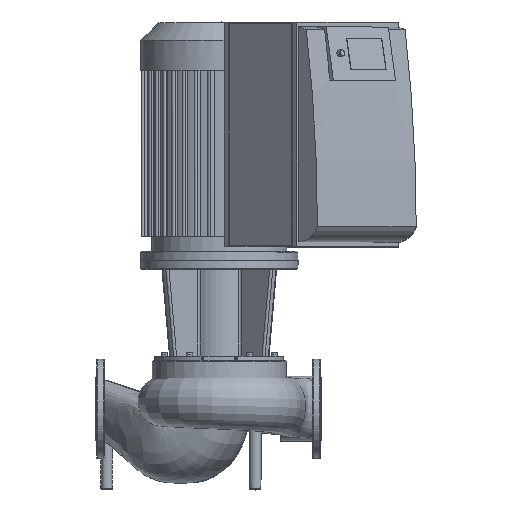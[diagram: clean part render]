
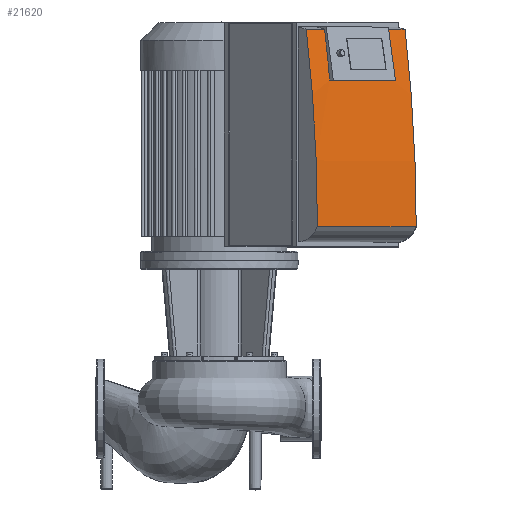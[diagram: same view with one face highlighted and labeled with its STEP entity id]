
A CAD part, top view. The second image highlights one B-rep face of the part: STEP entity #21620.
In plain terms, the highlighted cylindrical face has radius 2758.82 mm (diameter 5517.65 mm), a partial arc.
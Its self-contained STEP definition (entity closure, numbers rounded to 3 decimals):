
#3049=LINE($,#79728,#4919);
#3061=LINE($,#79756,#4931);
#3066=LINE($,#79765,#4936);
#3068=LINE($,#79775,#4938);
#4919=VECTOR($,#29827,195.);
#4931=VECTOR($,#29853,57.5);
#4936=VECTOR($,#29860,57.5);
#4938=VECTOR($,#29872,310.);
#6461=FACE_OUTER_BOUND($,#7964,.T.);
#7964=EDGE_LOOP($,(#19980,#19981,#19982,#19983,#19984,#19985,#19986,#19987));
#8928=CIRCLE($,#23781,2758.823);
#8929=CIRCLE($,#23785,2758.823);
#8931=CIRCLE($,#23790,2758.823);
#8932=CIRCLE($,#23792,2758.823);
#10910=VERTEX_POINT($,#79726);
#10911=VERTEX_POINT($,#79727);
#10914=VERTEX_POINT($,#79735);
#10919=VERTEX_POINT($,#79751);
#10920=VERTEX_POINT($,#79755);
#10923=VERTEX_POINT($,#79763);
#10925=VERTEX_POINT($,#79768);
#10926=VERTEX_POINT($,#79773);
#13930=EDGE_CURVE($,#10910,#10911,#3049,.T.);
#13934=EDGE_CURVE($,#10914,#10910,#8928,.T.);
#13942=EDGE_CURVE($,#10911,#10919,#8929,.T.);
#13944=EDGE_CURVE($,#10920,#10914,#3061,.T.);
#13949=EDGE_CURVE($,#10919,#10923,#3066,.T.);
#13952=EDGE_CURVE($,#10925,#10920,#8931,.T.);
#13953=EDGE_CURVE($,#10923,#10926,#8932,.T.);
#13954=EDGE_CURVE($,#10925,#10926,#3068,.T.);
#19980=ORIENTED_EDGE($,*,*,#13942,.T.);
#19981=ORIENTED_EDGE($,*,*,#13949,.T.);
#19982=ORIENTED_EDGE($,*,*,#13953,.T.);
#19983=ORIENTED_EDGE($,*,*,#13954,.F.);
#19984=ORIENTED_EDGE($,*,*,#13952,.T.);
#19985=ORIENTED_EDGE($,*,*,#13944,.T.);
#19986=ORIENTED_EDGE($,*,*,#13934,.T.);
#19987=ORIENTED_EDGE($,*,*,#13930,.T.);
#20370=CYLINDRICAL_SURFACE($,#23791,2758.823);
#21620=ADVANCED_FACE($,(#6461),#20370,.T.);
#23781=AXIS2_PLACEMENT_3D($,#79736,#29833,#29834);
#23785=AXIS2_PLACEMENT_3D($,#79752,#29848,#29849);
#23790=AXIS2_PLACEMENT_3D($,#79771,#29866,#29867);
#23791=AXIS2_PLACEMENT_3D($,#79772,#29868,#29869);
#23792=AXIS2_PLACEMENT_3D($,#79774,#29870,#29871);
#29827=DIRECTION($,(-0.707,0.,0.707));
#29833=DIRECTION('center_axis',(0.707,0.,-0.707));
#29834=DIRECTION('ref_axis',(0.707,0.,0.707));
#29848=DIRECTION('center_axis',(-0.707,0.,0.707));
#29849=DIRECTION('ref_axis',(0.707,0.,0.707));
#29853=DIRECTION($,(-0.707,0.,0.707));
#29860=DIRECTION($,(-0.707,0.,0.707));
#29866=DIRECTION('center_axis',(-0.707,0.,0.707));
#29867=DIRECTION('ref_axis',(0.707,0.,0.707));
#29868=DIRECTION('center_axis',(-0.707,0.,0.707));
#29869=DIRECTION('ref_axis',(0.707,0.,0.707));
#29870=DIRECTION('center_axis',(0.707,0.,-0.707));
#29871=DIRECTION('ref_axis',(0.707,0.,0.707));
#29872=DIRECTION($,(-0.707,0.,0.707));
#79726=CARTESIAN_POINT('',(656.734,728.128,464.849));
#79727=CARTESIAN_POINT('',(518.849,728.128,602.734));
#79728=CARTESIAN_POINT($,(587.791,728.128,533.791));
#79735=CARTESIAN_POINT('',(645.585,841.,453.699));
#79736=CARTESIAN_POINT('Origin',(-1280.449,402.944,-1472.335));
#79751=CARTESIAN_POINT('',(507.699,841.,591.585));
#79752=CARTESIAN_POINT('Origin',(-1418.335,402.944,-1334.449));
#79755=CARTESIAN_POINT('',(686.243,841.,413.04));
#79756=CARTESIAN_POINT($,(576.642,841.,522.642));
#79763=CARTESIAN_POINT('',(467.04,841.,632.243));
#79765=CARTESIAN_POINT($,(576.642,841.,522.642));
#79768=CARTESIAN_POINT('',(710.992,402.944,437.789));
#79771=CARTESIAN_POINT('Origin',(-1239.791,402.944,-1512.994));
#79772=CARTESIAN_POINT('Origin',(-1349.392,402.944,-1403.392));
#79773=CARTESIAN_POINT('',(491.789,402.944,656.992));
#79774=CARTESIAN_POINT('Origin',(-1458.994,402.944,-1293.791));
#79775=CARTESIAN_POINT($,(601.39,402.944,547.39));
